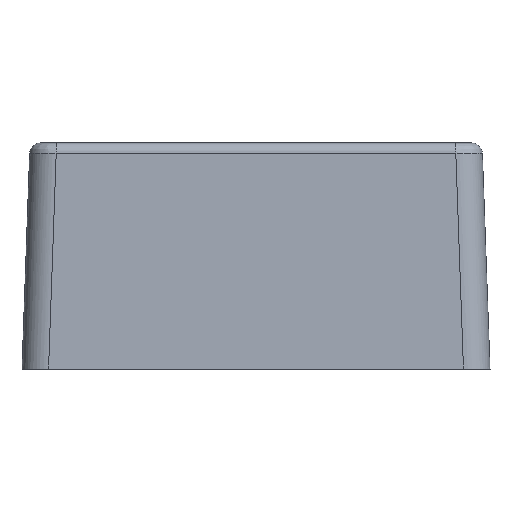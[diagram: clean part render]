
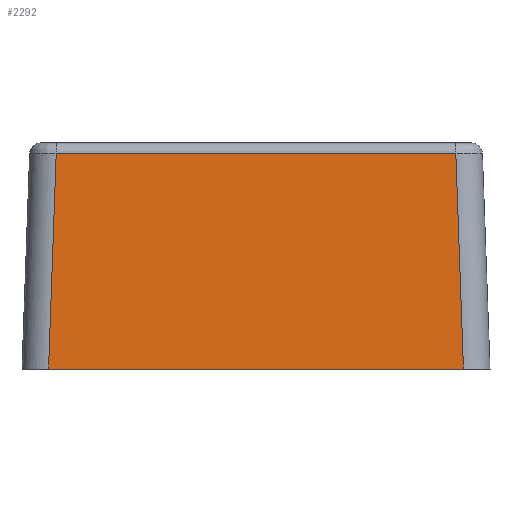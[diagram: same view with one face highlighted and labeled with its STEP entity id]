
A CAD part, front view. The second image highlights one B-rep face of the part: STEP entity #2292.
In plain terms, the highlighted face is planar.
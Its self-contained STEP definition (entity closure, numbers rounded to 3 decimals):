
#51 = LINE ( 'NONE', #2731, #710 ) ;
#205 = LINE ( 'NONE', #2525, #1384 ) ;
#214 = VECTOR ( 'NONE', #2546, 1000. ) ;
#304 = EDGE_CURVE ( 'NONE', #442, #1950, #2173, .T. ) ;
#442 = VERTEX_POINT ( 'NONE', #1034 ) ;
#471 = CARTESIAN_POINT ( 'NONE',  ( -37.571, 42.568, 40.571 ) ) ;
#501 = VECTOR ( 'NONE', #1410, 1000. ) ;
#580 = EDGE_CURVE ( 'NONE', #1872, #2231, #51, .T. ) ;
#595 = ORIENTED_EDGE ( 'NONE', *, *, #304, .F. ) ;
#710 = VECTOR ( 'NONE', #2714, 1000. ) ;
#755 = ORIENTED_EDGE ( 'NONE', *, *, #580, .F. ) ;
#826 = PLANE ( 'NONE',  #1451 ) ;
#1034 = CARTESIAN_POINT ( 'NONE',  ( -37.571, 42.568, 40.571 ) ) ;
#1127 = CARTESIAN_POINT ( 'NONE',  ( 37.571, 42.568, 40.571 ) ) ;
#1384 = VECTOR ( 'NONE', #2480, 1000. ) ;
#1410 = DIRECTION ( 'NONE',  ( -0.035, 0.035, -0.999 ) ) ;
#1451 = AXIS2_PLACEMENT_3D ( 'NONE', #2565, #1586, #1721 ) ;
#1586 = DIRECTION ( 'NONE',  ( 0., -0.999, -0.035 ) ) ;
#1645 = CARTESIAN_POINT ( 'NONE',  ( -39.003, 44., 0. ) ) ;
#1721 = DIRECTION ( 'NONE',  ( 0., 0.035, -0.999 ) ) ;
#1794 = ORIENTED_EDGE ( 'NONE', *, *, #1854, .F. ) ;
#1854 = EDGE_CURVE ( 'NONE', #1950, #1872, #2169, .T. ) ;
#1872 = VERTEX_POINT ( 'NONE', #2625 ) ;
#1875 = EDGE_CURVE ( 'NONE', #2231, #442, #205, .T. ) ;
#1950 = VERTEX_POINT ( 'NONE', #1645 ) ;
#2169 = LINE ( 'NONE', #2539, #214 ) ;
#2173 = LINE ( 'NONE', #471, #501 ) ;
#2231 = VERTEX_POINT ( 'NONE', #1127 ) ;
#2287 = ORIENTED_EDGE ( 'NONE', *, *, #1875, .F. ) ;
#2292 = ADVANCED_FACE ( 'NONE', ( #2649 ), #826, .F. ) ;
#2419 = EDGE_LOOP ( 'NONE', ( #1794, #595, #2287, #755 ) ) ;
#2480 = DIRECTION ( 'NONE',  ( -1., 0., 0. ) ) ;
#2525 = CARTESIAN_POINT ( 'NONE',  ( 0., 42.568, 40.571 ) ) ;
#2539 = CARTESIAN_POINT ( 'NONE',  ( 0., 44., 0. ) ) ;
#2546 = DIRECTION ( 'NONE',  ( 1., 0., 0. ) ) ;
#2565 = CARTESIAN_POINT ( 'NONE',  ( 0., 43.945, 1.551 ) ) ;
#2625 = CARTESIAN_POINT ( 'NONE',  ( 39.003, 44., 0. ) ) ;
#2649 = FACE_OUTER_BOUND ( 'NONE', #2419, .T. ) ;
#2714 = DIRECTION ( 'NONE',  ( -0.035, -0.035, 0.999 ) ) ;
#2731 = CARTESIAN_POINT ( 'NONE',  ( 39.003, 44., 0. ) ) ;
